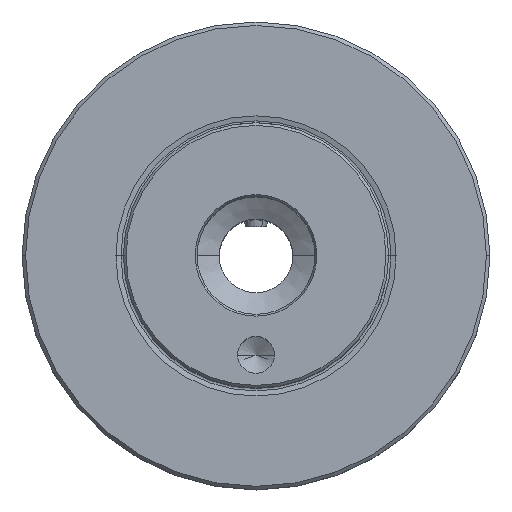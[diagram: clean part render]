
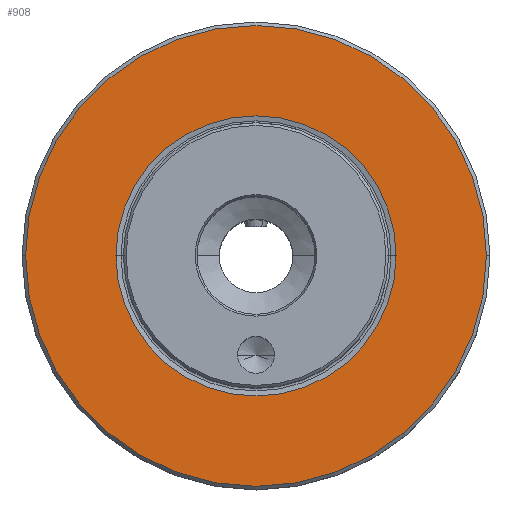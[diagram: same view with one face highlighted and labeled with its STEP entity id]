
A CAD part, top view. The second image highlights one B-rep face of the part: STEP entity #908.
In plain terms, the highlighted planar face has unit normal (0, 0, 1).
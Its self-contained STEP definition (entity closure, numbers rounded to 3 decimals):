
#658=VERTEX_POINT('NONE',#1696);
#908=ADVANCED_FACE('NONE',(#1979,#1980),#1981,.T.);
#944=EDGE_CURVE('NONE',#1142,#658,#2022,.T.);
#1084=VERTEX_POINT('NONE',#2174);
#1142=VERTEX_POINT('NONE',#2238);
#1188=EDGE_CURVE('NONE',#1084,#1340,#2292,.T.);
#1340=VERTEX_POINT('NONE',#2464);
#1372=EDGE_CURVE('NONE',#658,#1142,#2498,.T.);
#1408=EDGE_CURVE('NONE',#1340,#1084,#2537,.T.);
#1696=CARTESIAN_POINT('',(31.275,0.,0.0));
#1979=FACE_OUTER_BOUND('',#3386,.T.);
#1980=FACE_BOUND('',#3387,.T.);
#1981=PLANE('',#3388);
#2022=CIRCLE('',#3474,31.275);
#2174=CARTESIAN_POINT('',(19.012,0.0,0.0));
#2238=CARTESIAN_POINT('',(-31.275,0.0,0.0));
#2292=CIRCLE('',#4001,19.012);
#2464=CARTESIAN_POINT('',(-19.012,0.,0.0));
#2498=CIRCLE('',#4286,31.275);
#2537=CIRCLE('',#4333,19.012);
#3386=EDGE_LOOP('',(#5071,#5072));
#3387=EDGE_LOOP('',(#5073,#5074));
#3388=AXIS2_PLACEMENT_3D('',#5075,#5076,#5077);
#3474=AXIS2_PLACEMENT_3D('',#5125,#5126,#5127);
#4001=AXIS2_PLACEMENT_3D('',#5442,#5443,#5444);
#4286=AXIS2_PLACEMENT_3D('',#5704,#5705,#5706);
#4333=AXIS2_PLACEMENT_3D('',#5744,#5745,#5746);
#5071=ORIENTED_EDGE('',*,*,#944,.F.);
#5072=ORIENTED_EDGE('',*,*,#1372,.F.);
#5073=ORIENTED_EDGE('',*,*,#1188,.F.);
#5074=ORIENTED_EDGE('',*,*,#1408,.F.);
#5075=CARTESIAN_POINT('',(0.0,31.75,0.0));
#5076=DIRECTION('',(0.0,0.0,1.0));
#5077=DIRECTION('',(1.0,0.0,0.0));
#5125=CARTESIAN_POINT('',(0.0,0.0,0.0));
#5126=DIRECTION('',(0.0,0.0,-1.0));
#5127=DIRECTION('',(1.0,0.0,0.0));
#5442=CARTESIAN_POINT('',(0.0,0.0,0.0));
#5443=DIRECTION('',(0.0,0.0,1.0));
#5444=DIRECTION('',(1.0,0.0,0.0));
#5704=CARTESIAN_POINT('',(0.0,0.0,0.0));
#5705=DIRECTION('',(0.0,0.0,-1.0));
#5706=DIRECTION('',(1.0,0.0,0.0));
#5744=CARTESIAN_POINT('',(0.0,0.0,0.0));
#5745=DIRECTION('',(0.0,0.0,1.0));
#5746=DIRECTION('',(1.0,0.0,0.0));
